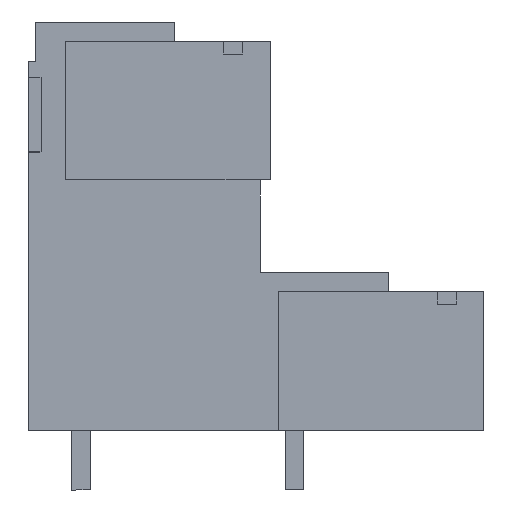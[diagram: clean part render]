
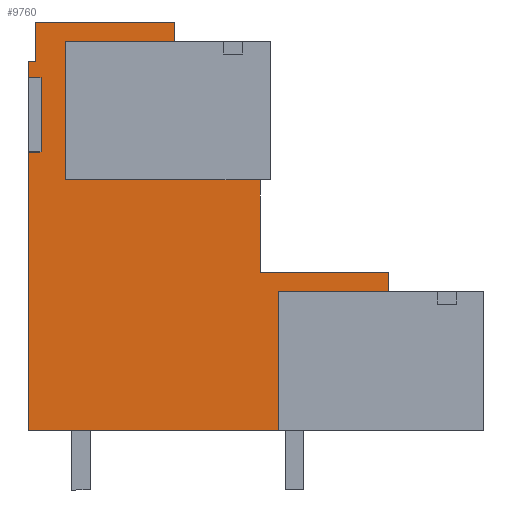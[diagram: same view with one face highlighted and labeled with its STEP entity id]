
A CAD part, left-side view. The second image highlights one B-rep face of the part: STEP entity #9760.
In plain terms, the highlighted planar face has unit normal (-1, 0, 0).
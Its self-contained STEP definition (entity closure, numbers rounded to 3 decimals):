
#9721=AXIS2_PLACEMENT_3D('Plane Axis2P3D',#9718,#9719,#9720) ;
#209=CARTESIAN_POINT('Line Origine',(3.45,22.55,20.438)) ;
#213=CARTESIAN_POINT('Vertex',(3.45,22.55,24.175)) ;
#215=CARTESIAN_POINT('Vertex',(3.45,22.55,16.7)) ;
#622=CARTESIAN_POINT('Vertex',(3.45,12.05,16.7)) ;
#630=CARTESIAN_POINT('Line Origine',(3.45,17.3,16.7)) ;
#1447=CARTESIAN_POINT('Vertex',(3.45,16.65,24.175)) ;
#1450=CARTESIAN_POINT('Line Origine',(3.45,19.6,24.175)) ;
#3919=CARTESIAN_POINT('Line Origine',(3.45,23.85,20.2)) ;
#3923=CARTESIAN_POINT('Vertex',(3.45,23.85,22.2)) ;
#3925=CARTESIAN_POINT('Vertex',(3.45,23.85,18.2)) ;
#3999=CARTESIAN_POINT('Vertex',(3.45,24.15,25.2)) ;
#4015=CARTESIAN_POINT('Vertex',(3.45,24.15,23.09)) ;
#4018=CARTESIAN_POINT('Line Origine',(3.45,24.15,24.145)) ;
#4126=CARTESIAN_POINT('Vertex',(3.45,24.55,18.2)) ;
#4129=CARTESIAN_POINT('Line Origine',(3.45,24.2,18.2)) ;
#4170=CARTESIAN_POINT('Line Origine',(3.45,24.2,22.2)) ;
#4174=CARTESIAN_POINT('Vertex',(3.45,24.55,22.2)) ;
#4998=CARTESIAN_POINT('Vertex',(3.45,5.15,10.7)) ;
#5001=CARTESIAN_POINT('Line Origine',(3.45,8.1,10.7)) ;
#5005=CARTESIAN_POINT('Vertex',(3.45,11.05,10.7)) ;
#5320=CARTESIAN_POINT('Vertex',(3.45,5.15,11.7)) ;
#5323=CARTESIAN_POINT('Line Origine',(3.45,5.15,11.2)) ;
#5351=CARTESIAN_POINT('Vertex',(3.45,12.05,11.7)) ;
#5354=CARTESIAN_POINT('Line Origine',(3.45,8.6,11.7)) ;
#5397=CARTESIAN_POINT('Line Origine',(3.45,12.05,14.2)) ;
#5453=CARTESIAN_POINT('Vertex',(3.45,16.65,25.2)) ;
#5456=CARTESIAN_POINT('Line Origine',(3.45,16.65,24.688)) ;
#7090=CARTESIAN_POINT('Line Origine',(3.45,20.4,25.2)) ;
#7755=CARTESIAN_POINT('Line Origine',(3.45,24.35,23.09)) ;
#7759=CARTESIAN_POINT('Vertex',(3.45,24.55,23.09)) ;
#9243=CARTESIAN_POINT('Line Origine',(3.45,11.05,6.95)) ;
#9247=CARTESIAN_POINT('Vertex',(3.45,11.05,3.2)) ;
#9718=CARTESIAN_POINT('Axis2P3D Location',(3.45,24.15,3.2)) ;
#9723=CARTESIAN_POINT('Line Origine',(3.45,24.55,10.7)) ;
#9727=CARTESIAN_POINT('Vertex',(3.45,24.55,3.2)) ;
#9730=CARTESIAN_POINT('Line Origine',(3.45,17.8,3.2)) ;
#9735=CARTESIAN_POINT('Line Origine',(3.45,24.55,22.645)) ;
#210=DIRECTION('Vector Direction',(0.,0.,-1.)) ;
#631=DIRECTION('Vector Direction',(0.,1.,0.)) ;
#1451=DIRECTION('Vector Direction',(0.,1.,0.)) ;
#3920=DIRECTION('Vector Direction',(0.,0.,-1.)) ;
#4019=DIRECTION('Vector Direction',(0.,0.,1.)) ;
#4130=DIRECTION('Vector Direction',(0.,-1.,0.)) ;
#4171=DIRECTION('Vector Direction',(0.,-1.,0.)) ;
#5002=DIRECTION('Vector Direction',(0.,1.,0.)) ;
#5324=DIRECTION('Vector Direction',(0.,0.,1.)) ;
#5355=DIRECTION('Vector Direction',(0.,1.,0.)) ;
#5398=DIRECTION('Vector Direction',(0.,0.,1.)) ;
#5457=DIRECTION('Vector Direction',(0.,0.,1.)) ;
#7091=DIRECTION('Vector Direction',(0.,1.,0.)) ;
#7756=DIRECTION('Vector Direction',(0.,1.,0.)) ;
#9244=DIRECTION('Vector Direction',(0.,0.,-1.)) ;
#9719=DIRECTION('Axis2P3D Direction',(-1.,0.,0.)) ;
#9720=DIRECTION('Axis2P3D XDirection',(0.,1.,0.)) ;
#9724=DIRECTION('Vector Direction',(0.,0.,-1.)) ;
#9731=DIRECTION('Vector Direction',(0.,-1.,0.)) ;
#9736=DIRECTION('Vector Direction',(0.,0.,-1.)) ;
#211=VECTOR('Line Direction',#210,1.) ;
#632=VECTOR('Line Direction',#631,1.) ;
#1452=VECTOR('Line Direction',#1451,1.) ;
#3921=VECTOR('Line Direction',#3920,1.) ;
#4020=VECTOR('Line Direction',#4019,1.) ;
#4131=VECTOR('Line Direction',#4130,1.) ;
#4172=VECTOR('Line Direction',#4171,1.) ;
#5003=VECTOR('Line Direction',#5002,1.) ;
#5325=VECTOR('Line Direction',#5324,1.) ;
#5356=VECTOR('Line Direction',#5355,1.) ;
#5399=VECTOR('Line Direction',#5398,1.) ;
#5458=VECTOR('Line Direction',#5457,1.) ;
#7092=VECTOR('Line Direction',#7091,1.) ;
#7757=VECTOR('Line Direction',#7756,1.) ;
#9245=VECTOR('Line Direction',#9244,1.) ;
#9725=VECTOR('Line Direction',#9724,1.) ;
#9732=VECTOR('Line Direction',#9731,1.) ;
#9737=VECTOR('Line Direction',#9736,1.) ;
#9741=ORIENTED_EDGE('',*,*,#9729,.T.) ;
#9742=ORIENTED_EDGE('',*,*,#9734,.T.) ;
#9743=ORIENTED_EDGE('',*,*,#9249,.F.) ;
#9744=ORIENTED_EDGE('',*,*,#5007,.F.) ;
#9745=ORIENTED_EDGE('',*,*,#5327,.T.) ;
#9746=ORIENTED_EDGE('',*,*,#5358,.T.) ;
#9747=ORIENTED_EDGE('',*,*,#5401,.T.) ;
#9748=ORIENTED_EDGE('',*,*,#634,.T.) ;
#9749=ORIENTED_EDGE('',*,*,#217,.F.) ;
#9750=ORIENTED_EDGE('',*,*,#1454,.F.) ;
#9751=ORIENTED_EDGE('',*,*,#5460,.T.) ;
#9752=ORIENTED_EDGE('',*,*,#7094,.T.) ;
#9753=ORIENTED_EDGE('',*,*,#4022,.T.) ;
#9754=ORIENTED_EDGE('',*,*,#7761,.T.) ;
#9755=ORIENTED_EDGE('',*,*,#9739,.T.) ;
#9756=ORIENTED_EDGE('',*,*,#4176,.T.) ;
#9757=ORIENTED_EDGE('',*,*,#3927,.T.) ;
#9758=ORIENTED_EDGE('',*,*,#4133,.F.) ;
#9760=ADVANCED_FACE('HOUSING',(#9759),#9722,.T.) ;
#217=EDGE_CURVE('',#214,#216,#212,.T.) ;
#634=EDGE_CURVE('',#623,#216,#633,.T.) ;
#1454=EDGE_CURVE('',#1448,#214,#1453,.T.) ;
#3927=EDGE_CURVE('',#3924,#3926,#3922,.T.) ;
#4022=EDGE_CURVE('',#4000,#4016,#4021,.F.) ;
#4133=EDGE_CURVE('',#4127,#3926,#4132,.T.) ;
#4176=EDGE_CURVE('',#4175,#3924,#4173,.T.) ;
#5007=EDGE_CURVE('',#4999,#5006,#5004,.T.) ;
#5327=EDGE_CURVE('',#4999,#5321,#5326,.T.) ;
#5358=EDGE_CURVE('',#5321,#5352,#5357,.T.) ;
#5401=EDGE_CURVE('',#5352,#623,#5400,.T.) ;
#5460=EDGE_CURVE('',#1448,#5454,#5459,.T.) ;
#7094=EDGE_CURVE('',#5454,#4000,#7093,.T.) ;
#7761=EDGE_CURVE('',#4016,#7760,#7758,.T.) ;
#9249=EDGE_CURVE('',#5006,#9248,#9246,.T.) ;
#9729=EDGE_CURVE('',#4127,#9728,#9726,.T.) ;
#9734=EDGE_CURVE('',#9728,#9248,#9733,.T.) ;
#9739=EDGE_CURVE('',#7760,#4175,#9738,.T.) ;
#9740=EDGE_LOOP('',(#9741,#9742,#9743,#9744,#9745,#9746,#9747,#9748,#9749,#9750,#9751,#9752,#9753,#9754,#9755,#9756,#9757,#9758)) ;
#9759=FACE_OUTER_BOUND('',#9740,.T.) ;
#212=LINE('Line',#209,#211) ;
#633=LINE('Line',#630,#632) ;
#1453=LINE('Line',#1450,#1452) ;
#3922=LINE('Line',#3919,#3921) ;
#4021=LINE('Line',#4018,#4020) ;
#4132=LINE('Line',#4129,#4131) ;
#4173=LINE('Line',#4170,#4172) ;
#5004=LINE('Line',#5001,#5003) ;
#5326=LINE('Line',#5323,#5325) ;
#5357=LINE('Line',#5354,#5356) ;
#5400=LINE('Line',#5397,#5399) ;
#5459=LINE('Line',#5456,#5458) ;
#7093=LINE('Line',#7090,#7092) ;
#7758=LINE('Line',#7755,#7757) ;
#9246=LINE('Line',#9243,#9245) ;
#9726=LINE('Line',#9723,#9725) ;
#9733=LINE('Line',#9730,#9732) ;
#9738=LINE('Line',#9735,#9737) ;
#9722=PLANE('',#9721) ;
#214=VERTEX_POINT('',#213) ;
#216=VERTEX_POINT('',#215) ;
#623=VERTEX_POINT('',#622) ;
#1448=VERTEX_POINT('',#1447) ;
#3924=VERTEX_POINT('',#3923) ;
#3926=VERTEX_POINT('',#3925) ;
#4000=VERTEX_POINT('',#3999) ;
#4016=VERTEX_POINT('',#4015) ;
#4127=VERTEX_POINT('',#4126) ;
#4175=VERTEX_POINT('',#4174) ;
#4999=VERTEX_POINT('',#4998) ;
#5006=VERTEX_POINT('',#5005) ;
#5321=VERTEX_POINT('',#5320) ;
#5352=VERTEX_POINT('',#5351) ;
#5454=VERTEX_POINT('',#5453) ;
#7760=VERTEX_POINT('',#7759) ;
#9248=VERTEX_POINT('',#9247) ;
#9728=VERTEX_POINT('',#9727) ;
